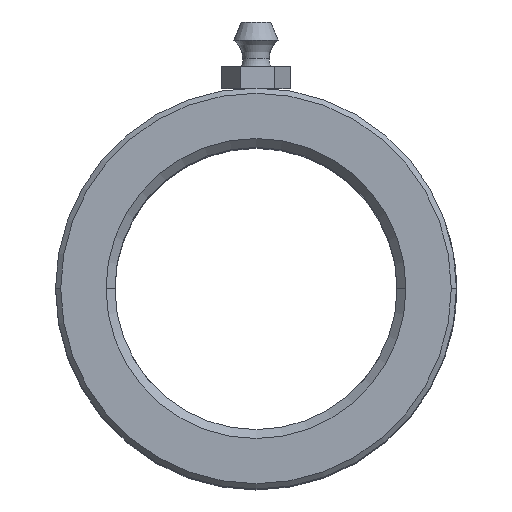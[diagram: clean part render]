
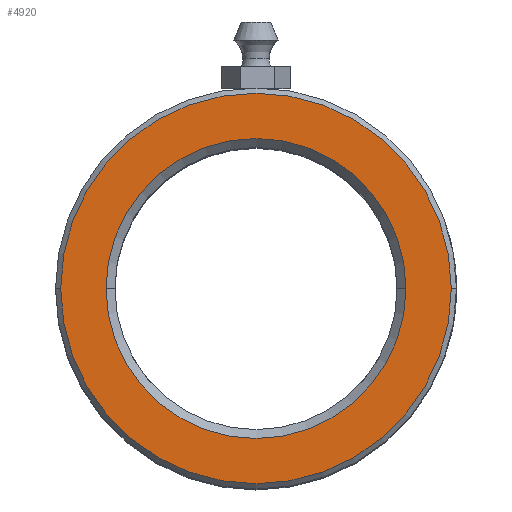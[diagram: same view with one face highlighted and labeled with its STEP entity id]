
A CAD part, top view. The second image highlights one B-rep face of the part: STEP entity #4920.
In plain terms, the highlighted planar face has unit normal (0, 0, 1).
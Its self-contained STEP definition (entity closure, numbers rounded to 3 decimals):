
#30 = DIRECTION ( 'NONE',  ( 1., 0., 0. ) ) ;
#122 = CARTESIAN_POINT ( 'NONE',  ( 0., 0., 80. ) ) ;
#263 = AXIS2_PLACEMENT_3D ( 'NONE', #2184, #3306, #3208 ) ;
#537 = CARTESIAN_POINT ( 'NONE',  ( 0., 0., 80. ) ) ;
#566 = ORIENTED_EDGE ( 'NONE', *, *, #4665, .T. ) ;
#650 = CARTESIAN_POINT ( 'NONE',  ( 0., 0., 80. ) ) ;
#1043 = DIRECTION ( 'NONE',  ( 0., 0., 1. ) ) ;
#1238 = AXIS2_PLACEMENT_3D ( 'NONE', #537, #1043, #4308 ) ;
#1686 = PLANE ( 'NONE',  #4369 ) ;
#1720 = EDGE_CURVE ( 'NONE', #4203, #4129, #1772, .T. ) ;
#1772 = CIRCLE ( 'NONE', #263, 26.3 ) ;
#1844 = FACE_BOUND ( 'NONE', #5683, .T. ) ;
#1902 = ORIENTED_EDGE ( 'NONE', *, *, #2642, .T. ) ;
#2184 = CARTESIAN_POINT ( 'NONE',  ( 0., 0., 80. ) ) ;
#2334 = VERTEX_POINT ( 'NONE', #2933 ) ;
#2642 = EDGE_CURVE ( 'NONE', #2334, #5127, #2789, .T. ) ;
#2681 = CIRCLE ( 'NONE', #1238, 26.3 ) ;
#2755 = DIRECTION ( 'NONE',  ( 0., 0., -1. ) ) ;
#2789 = CIRCLE ( 'NONE', #4322, 20.2 ) ;
#2806 = CARTESIAN_POINT ( 'NONE',  ( 26.3, 0., 80. ) ) ;
#2874 = DIRECTION ( 'NONE',  ( 1., 0., 0. ) ) ;
#2933 = CARTESIAN_POINT ( 'NONE',  ( -20.2, 0., 80. ) ) ;
#3160 = EDGE_LOOP ( 'NONE', ( #6114, #4406 ) ) ;
#3208 = DIRECTION ( 'NONE',  ( 1., 0., 0. ) ) ;
#3306 = DIRECTION ( 'NONE',  ( 0., 0., 1. ) ) ;
#3789 = CARTESIAN_POINT ( 'NONE',  ( 0., 0., 80. ) ) ;
#3859 = CARTESIAN_POINT ( 'NONE',  ( -26.3, 0., 80. ) ) ;
#4129 = VERTEX_POINT ( 'NONE', #2806 ) ;
#4191 = AXIS2_PLACEMENT_3D ( 'NONE', #650, #2755, #4875 ) ;
#4203 = VERTEX_POINT ( 'NONE', #3859 ) ;
#4308 = DIRECTION ( 'NONE',  ( 1., 0., 0. ) ) ;
#4322 = AXIS2_PLACEMENT_3D ( 'NONE', #3789, #6452, #30 ) ;
#4369 = AXIS2_PLACEMENT_3D ( 'NONE', #122, #4553, #2874 ) ;
#4406 = ORIENTED_EDGE ( 'NONE', *, *, #4537, .T. ) ;
#4537 = EDGE_CURVE ( 'NONE', #4129, #4203, #2681, .T. ) ;
#4553 = DIRECTION ( 'NONE',  ( 0., 0., 1. ) ) ;
#4665 = EDGE_CURVE ( 'NONE', #5127, #2334, #5959, .T. ) ;
#4875 = DIRECTION ( 'NONE',  ( 1., 0., 0. ) ) ;
#4920 = ADVANCED_FACE ( 'NONE', ( #6708, #1844 ), #1686, .T. ) ;
#5127 = VERTEX_POINT ( 'NONE', #6051 ) ;
#5683 = EDGE_LOOP ( 'NONE', ( #566, #1902 ) ) ;
#5959 = CIRCLE ( 'NONE', #4191, 20.2 ) ;
#6051 = CARTESIAN_POINT ( 'NONE',  ( 20.2, 0., 80. ) ) ;
#6114 = ORIENTED_EDGE ( 'NONE', *, *, #1720, .T. ) ;
#6452 = DIRECTION ( 'NONE',  ( 0., 0., -1. ) ) ;
#6708 = FACE_OUTER_BOUND ( 'NONE', #3160, .T. ) ;
